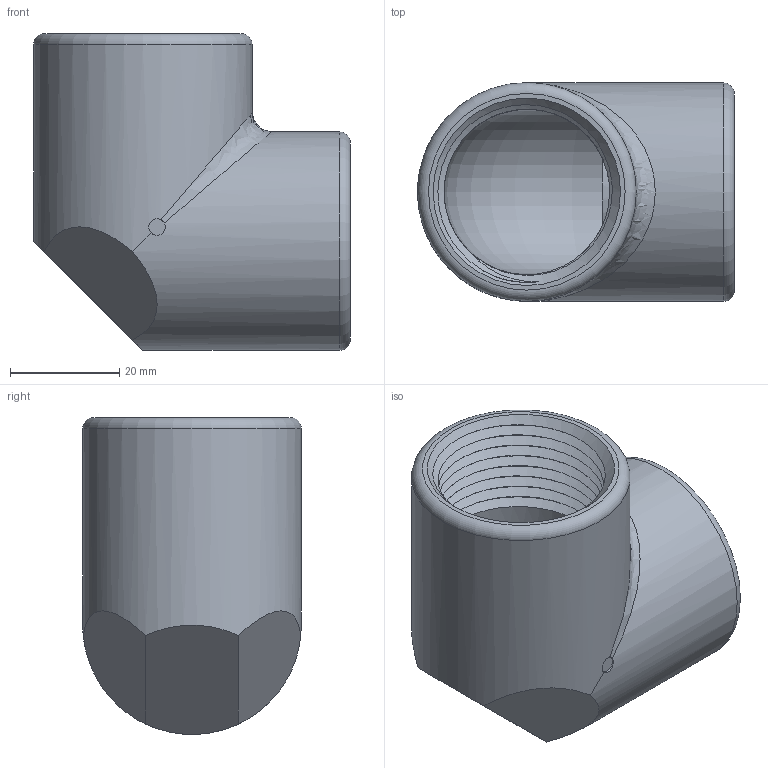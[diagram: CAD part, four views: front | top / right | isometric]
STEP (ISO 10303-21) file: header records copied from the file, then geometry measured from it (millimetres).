
FILE_DESCRIPTION(/* description */ ('Unknown'),/* implementation_level */ '2;1');
FILE_NAME(/* name */ '20200814-R-222-DN25',/* time_stamp */ '2020-08-14T17:47:28+08:00',/* author */ ('Unknown'),/* organization */ ('Unknown'),/* preprocessor_version */ 'ST-DEVELOPER v16.7',/* originating_system */ 'DEX',/* authorisation */ $);
FILE_SCHEMA (('AUTOMOTIVE_DESIGN {1 0 10303 214 3 1 1}'));
Length unit declared in the file: millimetre
Products named in the file (1): DN25
Bounding box: 58 x 40 x 58 mm (x, y, z)
Volume: 36321.8 mm3; surface area: 18761 mm2
Topology: 1 solids, 1 shells, 39 faces, 149 edges, 106 vertices
Faces by surface type: cylinder 19, plane 8, bspline 6, torus 4, cone 2
Full cylindrical faces by diameter (mm): 3.002 x1, 30.3 x14, 40 x2
Entity records: 8230 total; most frequent: CARTESIAN_POINT 7447, ORIENTED_EDGE 232, EDGE_CURVE 116, VERTEX_POINT 102, DIRECTION 86, AXIS2_PLACEMENT_3D 39, EDGE_LOOP 36, FACE_BOUND 36
